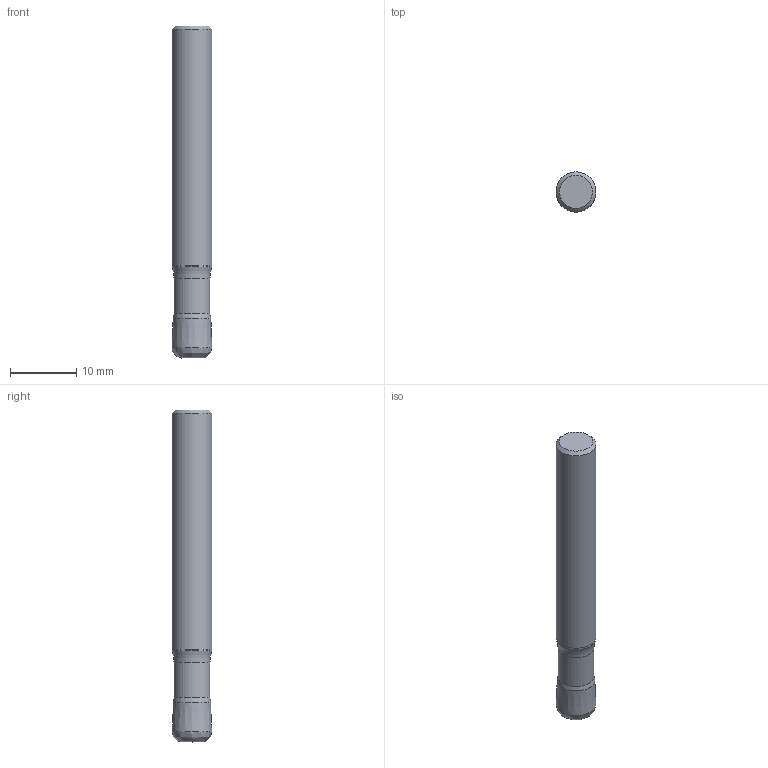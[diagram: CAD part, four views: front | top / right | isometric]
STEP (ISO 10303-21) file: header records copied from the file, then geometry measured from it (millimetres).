
FILE_DESCRIPTION(/* description */ (''),/* implementation_level */ '2;1');
FILE_NAME(/* name */ '180060R150Z4-MEGA-64.stp',/* time_stamp */ '2015-04-03T10:40:11+05:00',/* author */ (''),/* organization */ (''),/* preprocessor_version */ 'ST-DEVELOPER v11',/* originating_system */ 'SIEMENS PLM Software NX 7.5',/* authorisation */ '');
FILE_SCHEMA (('AUTOMOTIVE_DESIGN { 1 0 10303 214 1 1 1 1 }'));
Length unit declared in the file: millimetre
Products named in the file (1): Nile33627shx
Bounding box: 6 x 6 x 50 mm (x, y, z)
Volume: 1359.2 mm3; surface area: 1073.1 mm2
Topology: 3 solids, 3 shells, 14 faces, 24 edges, 15 vertices
Faces by surface type: plane 5, cylinder 3, cone 3, bspline 2, torus 1
Full cylindrical faces by diameter (mm): 5.4 x1, 6 x2
Entity records: 341 total; most frequent: CARTESIAN_POINT 92, DIRECTION 48, AXIS2_PLACEMENT_3D 24, EDGE_LOOP 22, ORIENTED_EDGE 22, FACE_BOUND 18, ADVANCED_FACE 14, VERTEX_POINT 12
